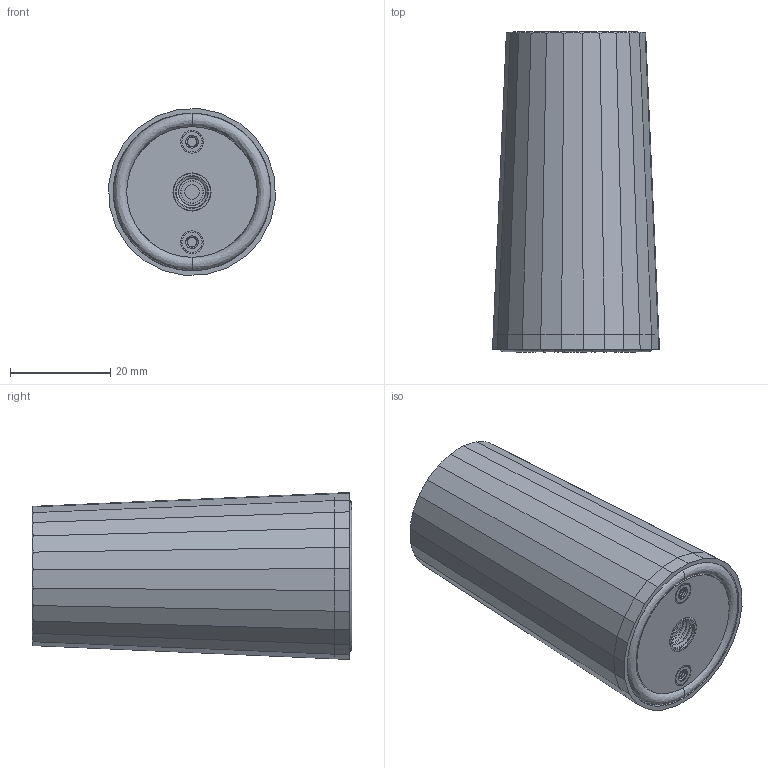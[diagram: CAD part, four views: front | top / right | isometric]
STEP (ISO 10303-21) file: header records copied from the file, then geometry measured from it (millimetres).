
FILE_DESCRIPTION (( 'STEP AP203' ), '1' );
FILE_NAME ('Customized model for L1L2 Helix-20191023.STEP', '2019-10-23T13:53:17', ( '' ), ( '' ), 'SwSTEP 2.0', 'SolidWorks 2017', '' );
FILE_SCHEMA (( 'CONFIG_CONTROL_DESIGN' ));
Length unit declared in the file: millimetre
Products named in the file (5): Customized model for L1L2 Helix-20191023; M2.5 Insert for Helix family; Customized model for L1L2 Helix-20190529_1; CS2.62X O Ring-20190509; SMA to MCX Adapter-shell-Aliner-20180924
Assembly tree (5 placements, depth 2):
  Customized model for L1L2 Helix-20191023
    Customized model for L1L2 Helix-20190529_1
    CS2.62X O Ring-20190509
    M2.5 Insert for Helix family  x2
    SMA to MCX Adapter-shell-Aliner-20180924
Bounding box: 33.22 x 63.71 x 33.22 mm (x, y, z)
Volume: 46079.4 mm3; surface area: 10347 mm2
Topology: 5 solids, 5 shells, 971 faces, 2775 edges, 1834 vertices
Faces by surface type: plane 584, cylinder 362, bspline 15, torus 6, cone 4
Entity records: 31438 total; most frequent: CARTESIAN_POINT 10746, ORIENTED_EDGE 4450, DIRECTION 3913, EDGE_CURVE 2225, LINE 1533, VECTOR 1533, VERTEX_POINT 1471, AXIS2_PLACEMENT_3D 1190
